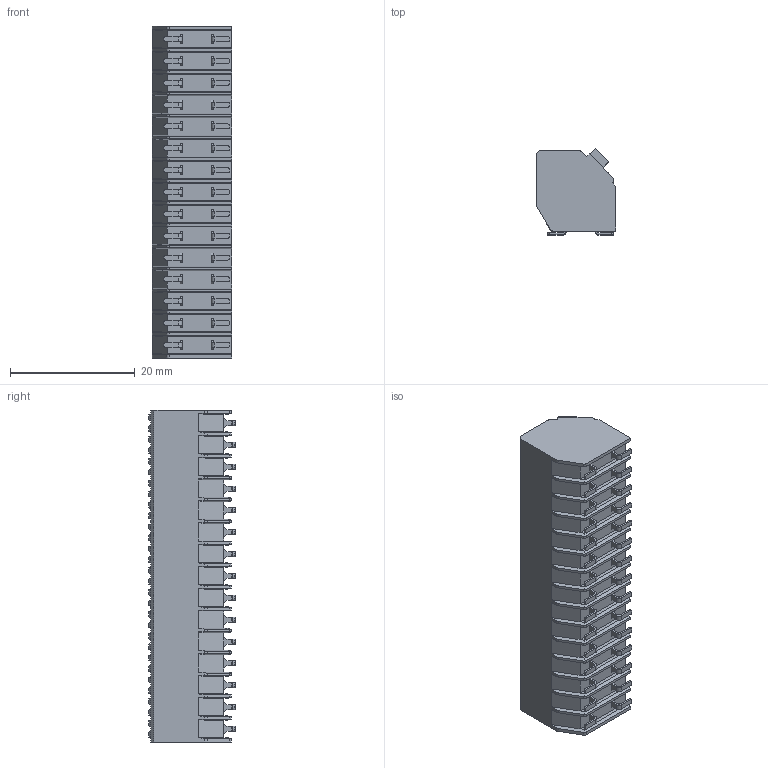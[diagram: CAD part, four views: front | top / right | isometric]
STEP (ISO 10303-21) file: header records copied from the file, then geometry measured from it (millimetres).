
FILE_DESCRIPTION((''),'2;1');
FILE_NAME('TLM-004AS-3_50-XXP-X','2024-09-12T',('sj'),(''),'PRO/ENGINEER BY PARAMETRIC TECHNOLOGY CORPORATION, 2015240','PRO/ENGINEER BY PARAMETRIC TECHNOLOGY CORPORATION, 2015240','');
FILE_SCHEMA(('CONFIG_CONTROL_DESIGN','SHAPE_APPEARANCE_LAYERS_GROUPS'));
Length unit declared in the file: millimetre
Products named in the file (1): TLM-004AS-3_50-XXP-X
Bounding box: 12.7 x 13.82 x 53.2 mm (x, y, z)
Volume: 6902.5 mm3; surface area: 4734.2 mm2
Topology: 1 solids, 1 shells, 1216 faces, 3447 edges, 2278 vertices
Faces by surface type: plane 972, cylinder 229, cone 15
Entity records: 39339 total; most frequent: CARTESIAN_POINT 7606, ORIENTED_EDGE 6894, DIRECTION 6172, EDGE_CURVE 3447, VECTOR 2794, LINE 2794, VERTEX_POINT 2278, AXIS2_PLACEMENT_3D 1689
